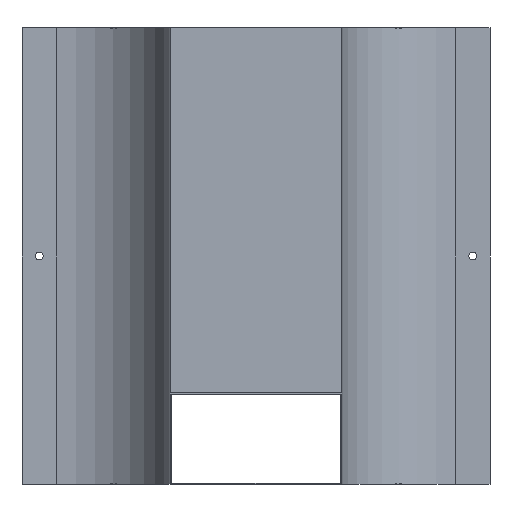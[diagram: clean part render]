
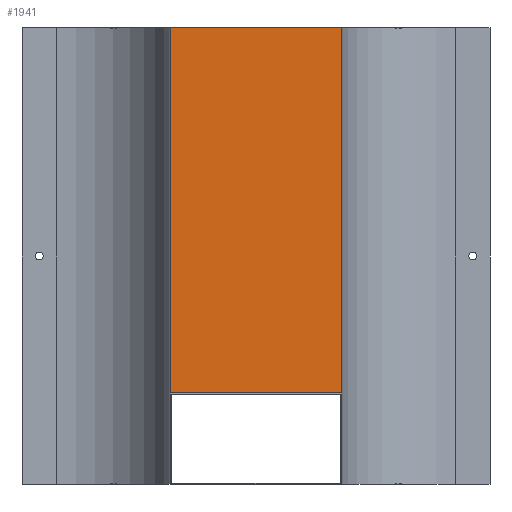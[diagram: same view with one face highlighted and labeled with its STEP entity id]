
A CAD part, front view. The second image highlights one B-rep face of the part: STEP entity #1941.
In plain terms, the highlighted planar face has unit normal (0, -1, 0).
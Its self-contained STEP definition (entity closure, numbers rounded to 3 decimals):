
#388 = LINE ( 'NONE', #1207, #390 ) ;
#390 = VECTOR ( 'NONE', #1208, 1000. ) ;
#513 = FACE_OUTER_BOUND ( 'NONE', #836, .T. ) ;
#702 = VERTEX_POINT ( 'NONE', #2678 ) ;
#719 = VERTEX_POINT ( 'NONE', #2694 ) ;
#720 = VERTEX_POINT ( 'NONE', #2695 ) ;
#731 = VERTEX_POINT ( 'NONE', #2706 ) ;
#836 = EDGE_LOOP ( 'NONE', ( #1880, #1879, #1878, #1877 ) ) ;
#913 = LINE ( 'NONE', #2334, #916 ) ;
#916 = VECTOR ( 'NONE', #2336, 1000. ) ;
#976 = LINE ( 'NONE', #2418, #982 ) ;
#982 = VECTOR ( 'NONE', #2426, 1000. ) ;
#1060 = CARTESIAN_POINT ( 'NONE',  ( 0., -1., 0. ) ) ;
#1063 = PLANE ( 'NONE',  #2164 ) ;
#1065 = DIRECTION ( 'NONE',  ( 0., -1., 0. ) ) ;
#1066 = DIRECTION ( 'NONE',  ( 0., 0., -1. ) ) ;
#1207 = CARTESIAN_POINT ( 'NONE',  ( 0., -1., 1. ) ) ;
#1208 = DIRECTION ( 'NONE',  ( -1., 0., 0. ) ) ;
#1274 = EDGE_CURVE ( 'NONE', #720, #731, #913, .T. ) ;
#1328 = CARTESIAN_POINT ( 'NONE',  ( 0., -1., -319. ) ) ;
#1330 = DIRECTION ( 'NONE',  ( 1., 0., 0. ) ) ;
#1474 = LINE ( 'NONE', #1328, #1477 ) ;
#1477 = VECTOR ( 'NONE', #1330, 1000. ) ;
#1657 = EDGE_CURVE ( 'NONE', #719, #702, #976, .T. ) ;
#1719 = EDGE_CURVE ( 'NONE', #702, #720, #388, .T. ) ;
#1877 = ORIENTED_EDGE ( 'NONE', *, *, #1719, .T. ) ;
#1878 = ORIENTED_EDGE ( 'NONE', *, *, #1657, .T. ) ;
#1879 = ORIENTED_EDGE ( 'NONE', *, *, #2753, .T. ) ;
#1880 = ORIENTED_EDGE ( 'NONE', *, *, #1274, .T. ) ;
#1941 = ADVANCED_FACE ( 'NONE', ( #513 ), #1063, .T. ) ;
#2164 = AXIS2_PLACEMENT_3D ( 'NONE', #1060, #1065, #1066 ) ;
#2334 = CARTESIAN_POINT ( 'NONE',  ( 0., -1., 1. ) ) ;
#2336 = DIRECTION ( 'NONE',  ( 0., 0., -1. ) ) ;
#2418 = CARTESIAN_POINT ( 'NONE',  ( 150., -1., 1. ) ) ;
#2426 = DIRECTION ( 'NONE',  ( 0., 0., 1. ) ) ;
#2678 = CARTESIAN_POINT ( 'NONE',  ( 150., -1., 1. ) ) ;
#2694 = CARTESIAN_POINT ( 'NONE',  ( 150., -1., -319. ) ) ;
#2695 = CARTESIAN_POINT ( 'NONE',  ( 0., -1., 1. ) ) ;
#2706 = CARTESIAN_POINT ( 'NONE',  ( 0., -1., -319. ) ) ;
#2753 = EDGE_CURVE ( 'NONE', #731, #719, #1474, .T. ) ;
